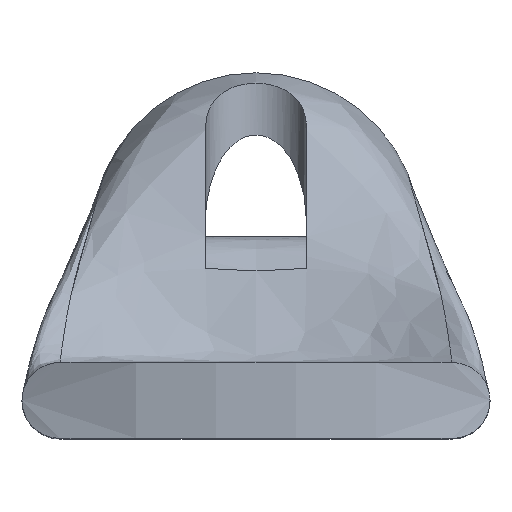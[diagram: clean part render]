
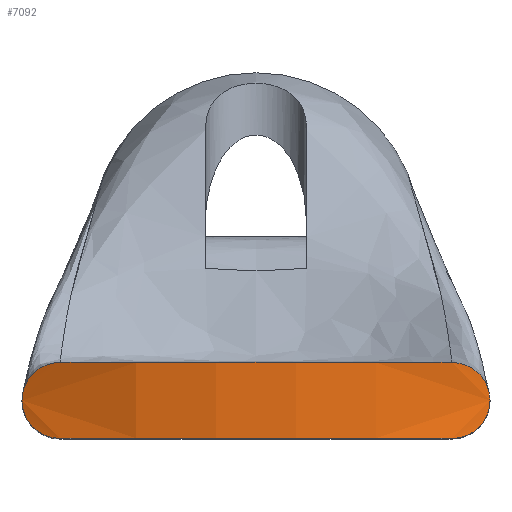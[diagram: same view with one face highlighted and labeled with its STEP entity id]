
A CAD part, top view. The second image highlights one B-rep face of the part: STEP entity #7092.
In plain terms, the highlighted cylindrical face has radius 20 mm (diameter 40 mm), a partial arc.
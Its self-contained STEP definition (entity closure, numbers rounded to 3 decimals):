
#4739=CARTESIAN_POINT('',(-7.75,-5.0,28.464));
#4740=VERTEX_POINT('',#4739);
#4749=CARTESIAN_POINT('',(7.75,-5.0,28.464));
#4750=VERTEX_POINT('',#4749);
#4751=CARTESIAN_POINT('',(0.,-5.0,10.026));
#4752=DIRECTION('',(0.0,-1.0,0.0));
#4753=DIRECTION('',(-0.463,0.0,0.887));
#4754=AXIS2_PLACEMENT_3D('',#4751,#4752,#4753);
#4755=CIRCLE('',#4754,20.0);
#4756=EDGE_CURVE('',#4750,#4740,#4755,.T.);
#7017=CARTESIAN_POINT('',(0.,-8.0,10.026));
#7018=DIRECTION('',(0.0,1.0,0.0));
#7019=DIRECTION('',(-0.463,0.0,0.887));
#7020=AXIS2_PLACEMENT_3D('',#7017,#7018,#7019);
#7021=CYLINDRICAL_SURFACE('',#7020,20.0);
#7022=CARTESIAN_POINT('',(-7.75,-8.0,28.464));
#7023=VERTEX_POINT('',#7022);
#7024=CARTESIAN_POINT('',(-9.25,-6.5,27.759));
#7025=VERTEX_POINT('',#7024);
#7026=CARTESIAN_POINT('',(-7.75,-8.0,28.464));
#7027=CARTESIAN_POINT('',(-7.942,-8.0,28.383));
#7028=CARTESIAN_POINT('',(-8.146,-7.961,28.293));
#7029=CARTESIAN_POINT('',(-8.522,-7.802,28.121));
#7030=CARTESIAN_POINT('',(-8.694,-7.682,28.038));
#7031=CARTESIAN_POINT('',(-8.954,-7.412,27.91));
#7032=CARTESIAN_POINT('',(-9.065,-7.248,27.854));
#7033=CARTESIAN_POINT('',(-9.212,-6.887,27.778));
#7034=CARTESIAN_POINT('',(-9.25,-6.688,27.759));
#7035=CARTESIAN_POINT('',(-9.25,-6.5,27.759));
#7036=B_SPLINE_CURVE_WITH_KNOTS('',3,(#7026,#7027,#7028,#7029,#7030,#7031,#7032,#7033,#7034,#7035),.UNSPECIFIED.,.F.,.U.,(4,2,2,2,4),(0.234,0.296,0.359,0.415,0.472),.UNSPECIFIED.);
#7037=EDGE_CURVE('',#7023,#7025,#7036,.T.);
#7038=ORIENTED_EDGE('',*,*,#7037,.F.);
#7039=CARTESIAN_POINT('',(7.75,-8.0,28.464));
#7040=VERTEX_POINT('',#7039);
#7041=CARTESIAN_POINT('',(0.,-8.0,10.026));
#7042=DIRECTION('',(0.0,1.0,0.0));
#7043=DIRECTION('',(-0.463,0.0,0.887));
#7044=AXIS2_PLACEMENT_3D('',#7041,#7042,#7043);
#7045=CIRCLE('',#7044,20.0);
#7046=EDGE_CURVE('',#7023,#7040,#7045,.T.);
#7047=ORIENTED_EDGE('',*,*,#7046,.T.);
#7048=CARTESIAN_POINT('',(9.25,-6.5,27.759));
#7049=VERTEX_POINT('',#7048);
#7050=CARTESIAN_POINT('',(9.25,-6.5,27.759));
#7051=CARTESIAN_POINT('',(9.25,-6.688,27.759));
#7052=CARTESIAN_POINT('',(9.212,-6.887,27.778));
#7053=CARTESIAN_POINT('',(9.065,-7.248,27.854));
#7054=CARTESIAN_POINT('',(8.954,-7.412,27.91));
#7055=CARTESIAN_POINT('',(8.694,-7.682,28.038));
#7056=CARTESIAN_POINT('',(8.522,-7.802,28.121));
#7057=CARTESIAN_POINT('',(8.146,-7.961,28.293));
#7058=CARTESIAN_POINT('',(7.942,-8.0,28.383));
#7059=CARTESIAN_POINT('',(7.75,-8.0,28.464));
#7060=B_SPLINE_CURVE_WITH_KNOTS('',3,(#7050,#7051,#7052,#7053,#7054,#7055,#7056,#7057,#7058,#7059),.UNSPECIFIED.,.F.,.U.,(4,2,2,2,4),(0.472,0.528,0.585,0.647,0.71),.UNSPECIFIED.);
#7061=EDGE_CURVE('',#7049,#7040,#7060,.T.);
#7062=ORIENTED_EDGE('',*,*,#7061,.F.);
#7063=CARTESIAN_POINT('',(7.75,-5.,28.464));
#7064=CARTESIAN_POINT('',(7.942,-5.,28.383));
#7065=CARTESIAN_POINT('',(8.146,-5.039,28.293));
#7066=CARTESIAN_POINT('',(8.522,-5.198,28.121));
#7067=CARTESIAN_POINT('',(8.694,-5.318,28.038));
#7068=CARTESIAN_POINT('',(8.954,-5.588,27.91));
#7069=CARTESIAN_POINT('',(9.065,-5.752,27.854));
#7070=CARTESIAN_POINT('',(9.212,-6.113,27.778));
#7071=CARTESIAN_POINT('',(9.25,-6.312,27.759));
#7072=CARTESIAN_POINT('',(9.25,-6.5,27.759));
#7073=B_SPLINE_CURVE_WITH_KNOTS('',3,(#7063,#7064,#7065,#7066,#7067,#7068,#7069,#7070,#7071,#7072),.UNSPECIFIED.,.F.,.U.,(4,2,2,2,4),(0.706,0.768,0.831,0.887,0.944),.UNSPECIFIED.);
#7074=EDGE_CURVE('',#4750,#7049,#7073,.T.);
#7075=ORIENTED_EDGE('',*,*,#7074,.F.);
#7076=ORIENTED_EDGE('',*,*,#4756,.T.);
#7077=CARTESIAN_POINT('',(-9.25,-6.5,27.759));
#7078=CARTESIAN_POINT('',(-9.25,-6.312,27.759));
#7079=CARTESIAN_POINT('',(-9.212,-6.113,27.778));
#7080=CARTESIAN_POINT('',(-9.065,-5.752,27.854));
#7081=CARTESIAN_POINT('',(-8.954,-5.588,27.91));
#7082=CARTESIAN_POINT('',(-8.694,-5.318,28.038));
#7083=CARTESIAN_POINT('',(-8.522,-5.198,28.121));
#7084=CARTESIAN_POINT('',(-8.146,-5.039,28.293));
#7085=CARTESIAN_POINT('',(-7.942,-5.,28.383));
#7086=CARTESIAN_POINT('',(-7.75,-5.,28.464));
#7087=B_SPLINE_CURVE_WITH_KNOTS('',3,(#7077,#7078,#7079,#7080,#7081,#7082,#7083,#7084,#7085,#7086),.UNSPECIFIED.,.F.,.U.,(4,2,2,2,4),(0.944,1.,1.056,1.119,1.181),.UNSPECIFIED.);
#7088=EDGE_CURVE('',#7025,#4740,#7087,.T.);
#7089=ORIENTED_EDGE('',*,*,#7088,.F.);
#7090=EDGE_LOOP('',(#7038,#7047,#7062,#7075,#7076,#7089));
#7091=FACE_OUTER_BOUND('',#7090,.T.);
#7092=ADVANCED_FACE('',(#7091),#7021,.T.);
